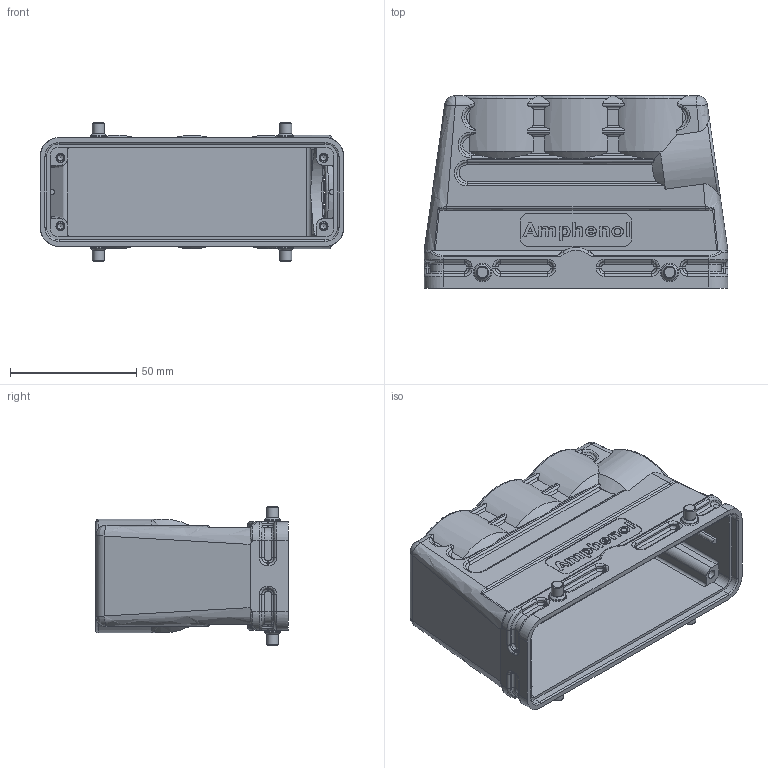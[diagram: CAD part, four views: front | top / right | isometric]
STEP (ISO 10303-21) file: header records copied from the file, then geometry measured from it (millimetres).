
FILE_DESCRIPTION(/* description */ (''),/* implementation_level */ '2;1');
FILE_NAME(/* name */ 'c146 21r024 501 8nxc001-04.stp',/* time_stamp */ '2019-03-05T13:33:58+01:00',/* author */ (''),/* organization */ (''),/* preprocessor_version */ 'ST-DEVELOPER v16.7',/* originating_system */ 'SIEMENS PLM Software NX 12.0',/* authorisation */ '');
FILE_SCHEMA (('AP203_CONFIGURATION_CONTROLLED_3D_DESIGN_OF_MECHANICAL_PARTS_AND_ASSEMBLIES_MIM_LF { 1 0 10303 403 2 1 2}'));
Length unit declared in the file: millimetre
Products named in the file (1): pwoe35B0966Evtx7
Bounding box: 120.01 x 76 x 55 mm (x, y, z)
Volume: 74332.3 mm3; surface area: 52251.6 mm2
Topology: 1 solids, 1 shells, 760 faces, 1927 edges, 1194 vertices
Faces by surface type: plane 218, cylinder 218, bspline 197, extrusion 66, cone 49, torus 12
Full cylindrical faces by diameter (mm): 2.5 x4, 4.8 x4, 6.5 x4, 38.38 x1
Entity records: 33227 total; most frequent: CARTESIAN_POINT 11693, ORIENTED_EDGE 3730, DIRECTION 2975, EDGE_CURVE 1865, VERTEX_POINT 1187, AXIS2_PLACEMENT_3D 1063, VECTOR 849, EDGE_LOOP 838
